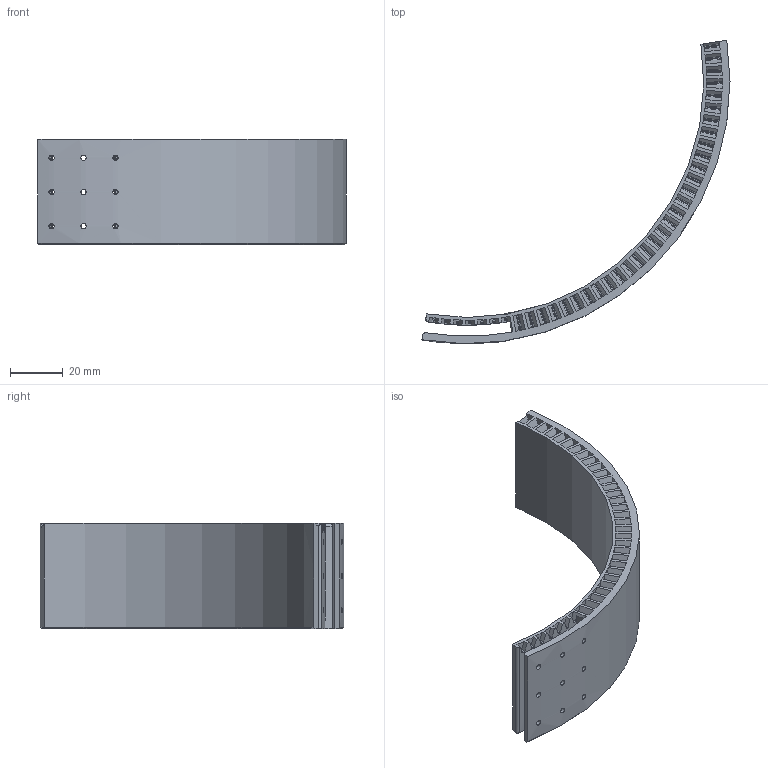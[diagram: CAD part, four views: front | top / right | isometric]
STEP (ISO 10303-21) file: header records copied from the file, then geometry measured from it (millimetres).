
FILE_DESCRIPTION(('FreeCAD Model'),'2;1');
FILE_NAME('Open CASCADE Shape Model','2024-11-10T00:25:03',('Author'),( ''),'Open CASCADE STEP processor 7.7','FreeCAD','Unknown');
FILE_SCHEMA(('AUTOMOTIVE_DESIGN { 1 0 10303 214 1 1 1 1 }'));
Length unit declared in the file: millimetre
Products named in the file (1): 2-rotor-segmented-in-two--part-2
Bounding box: 117.35 x 115.64 x 40 mm (x, y, z)
Volume: 64947.6 mm3; surface area: 22724.1 mm2
Topology: 1 solids, 1 shells, 301 faces, 805 edges, 536 vertices
Faces by surface type: plane 116, cone 78, bspline 77, cylinder 30
Full cylindrical faces by diameter (mm): 2 x12
Entity records: 11209 total; most frequent: CARTESIAN_POINT 4254, ORIENTED_EDGE 1610, DIRECTION 1115, EDGE_CURVE 805, VERTEX_POINT 536, AXIS2_PLACEMENT_3D 393, FACE_BOUND 367, EDGE_LOOP 367
